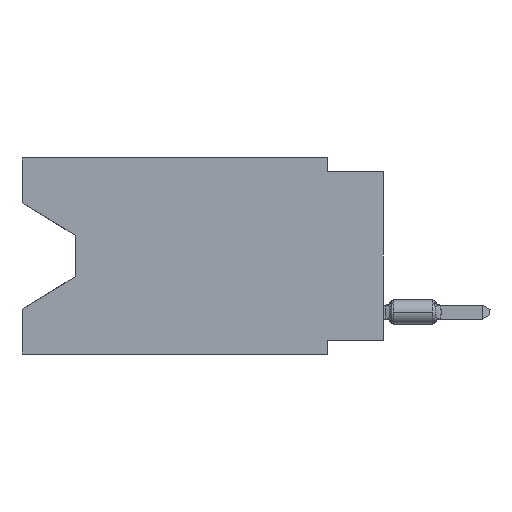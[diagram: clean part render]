
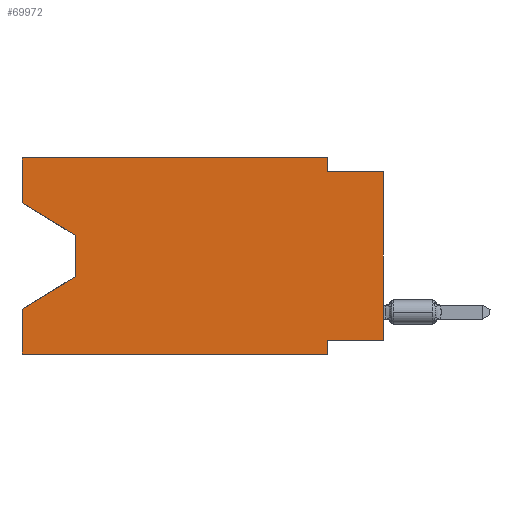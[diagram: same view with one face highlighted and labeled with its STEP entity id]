
A CAD part, left-side view. The second image highlights one B-rep face of the part: STEP entity #69972.
In plain terms, the highlighted planar face has unit normal (-1, 0, 0).
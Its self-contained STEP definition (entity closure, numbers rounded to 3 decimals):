
#435 = DIRECTION ( 'NONE',  ( 0., -1., 0. ) ) ;
#1214 = VECTOR ( 'NONE', #37986, 1000. ) ;
#1499 = VECTOR ( 'NONE', #57828, 1000. ) ;
#2116 = ORIENTED_EDGE ( 'NONE', *, *, #52652, .F. ) ;
#2973 = VERTEX_POINT ( 'NONE', #45983 ) ;
#4403 = VERTEX_POINT ( 'NONE', #24078 ) ;
#4752 = VERTEX_POINT ( 'NONE', #16675 ) ;
#6002 = PLANE ( 'NONE',  #47437 ) ;
#6178 = LINE ( 'NONE', #28479, #43575 ) ;
#6328 = CARTESIAN_POINT ( 'NONE',  ( 0., 16.383, 0. ) ) ;
#6904 = EDGE_CURVE ( 'NONE', #4403, #15576, #37087, .T. ) ;
#7405 = CARTESIAN_POINT ( 'NONE',  ( 0., 16.383, 0. ) ) ;
#10756 = DIRECTION ( 'NONE',  ( 1., 0., 0. ) ) ;
#12121 = EDGE_LOOP ( 'NONE', ( #21279, #21559, #48430, #41181, #31455, #2116, #47751, #25066, #14915, #43416, #51078, #59568 ) ) ;
#12198 = VERTEX_POINT ( 'NONE', #58807 ) ;
#12275 = CARTESIAN_POINT ( 'NONE',  ( 0., 13.97, -5.385 ) ) ;
#13043 = CARTESIAN_POINT ( 'NONE',  ( 0., 2.54, -8.89 ) ) ;
#14133 = EDGE_CURVE ( 'NONE', #50037, #4752, #25306, .T. ) ;
#14915 = ORIENTED_EDGE ( 'NONE', *, *, #38326, .F. ) ;
#15576 = VERTEX_POINT ( 'NONE', #16626 ) ;
#16626 = CARTESIAN_POINT ( 'NONE',  ( 0., 0., -0.635 ) ) ;
#16675 = CARTESIAN_POINT ( 'NONE',  ( 0., 2.54, 0. ) ) ;
#16761 = CARTESIAN_POINT ( 'NONE',  ( 0., 13.97, -3.505 ) ) ;
#16886 = CARTESIAN_POINT ( 'NONE',  ( 0., 0., -0.635 ) ) ;
#18050 = VECTOR ( 'NONE', #49399, 1000. ) ;
#19237 = VECTOR ( 'NONE', #35882, 1000. ) ;
#19339 = VECTOR ( 'NONE', #43170, 1000. ) ;
#19416 = CARTESIAN_POINT ( 'NONE',  ( 0., 16.383, -2.038 ) ) ;
#19975 = LINE ( 'NONE', #50147, #65793 ) ;
#20498 = VERTEX_POINT ( 'NONE', #64456 ) ;
#21279 = ORIENTED_EDGE ( 'NONE', *, *, #67883, .T. ) ;
#21559 = ORIENTED_EDGE ( 'NONE', *, *, #49569, .T. ) ;
#22002 = CARTESIAN_POINT ( 'NONE',  ( 0., 2.54, 0. ) ) ;
#22825 = FACE_OUTER_BOUND ( 'NONE', #12121, .T. ) ;
#22887 = VERTEX_POINT ( 'NONE', #26806 ) ;
#24078 = CARTESIAN_POINT ( 'NONE',  ( 0., 0., -8.255 ) ) ;
#25066 = ORIENTED_EDGE ( 'NONE', *, *, #6904, .T. ) ;
#25306 = LINE ( 'NONE', #7405, #1499 ) ;
#26169 = EDGE_CURVE ( 'NONE', #12198, #2973, #51362, .T. ) ;
#26338 = LINE ( 'NONE', #37315, #68031 ) ;
#26806 = CARTESIAN_POINT ( 'NONE',  ( 0., 2.54, -0.635 ) ) ;
#28149 = VERTEX_POINT ( 'NONE', #13043 ) ;
#28396 = VECTOR ( 'NONE', #52811, 1000. ) ;
#28479 = CARTESIAN_POINT ( 'NONE',  ( 0., 0., -8.255 ) ) ;
#28641 = DIRECTION ( 'NONE',  ( 0., 0., 1. ) ) ;
#28655 = VECTOR ( 'NONE', #435, 1000. ) ;
#31455 = ORIENTED_EDGE ( 'NONE', *, *, #63790, .T. ) ;
#31517 = CARTESIAN_POINT ( 'NONE',  ( 0., 16.383, 0. ) ) ;
#34130 = LINE ( 'NONE', #6328, #60668 ) ;
#35171 = LINE ( 'NONE', #19416, #19237 ) ;
#35882 = DIRECTION ( 'NONE',  ( 0., -0.855, -0.519 ) ) ;
#35910 = EDGE_CURVE ( 'NONE', #4752, #22887, #50114, .T. ) ;
#37087 = LINE ( 'NONE', #58307, #28396 ) ;
#37315 = CARTESIAN_POINT ( 'NONE',  ( 0., 2.54, -8.89 ) ) ;
#37986 = DIRECTION ( 'NONE',  ( 0., 0., -1. ) ) ;
#38326 = EDGE_CURVE ( 'NONE', #22887, #15576, #50864, .T. ) ;
#39626 = DIRECTION ( 'NONE',  ( 0., 0., -1. ) ) ;
#40461 = CARTESIAN_POINT ( 'NONE',  ( 0., 16.383, -8.89 ) ) ;
#40850 = EDGE_CURVE ( 'NONE', #61918, #50037, #65090, .T. ) ;
#41181 = ORIENTED_EDGE ( 'NONE', *, *, #47595, .F. ) ;
#41613 = VECTOR ( 'NONE', #44791, 1000. ) ;
#42260 = CARTESIAN_POINT ( 'NONE',  ( 0., 2.54, -8.255 ) ) ;
#43170 = DIRECTION ( 'NONE',  ( 0., 0., 1. ) ) ;
#43416 = ORIENTED_EDGE ( 'NONE', *, *, #35910, .F. ) ;
#43575 = VECTOR ( 'NONE', #50739, 1000. ) ;
#44287 = CARTESIAN_POINT ( 'NONE',  ( 0., 16.383, -2.038 ) ) ;
#44791 = DIRECTION ( 'NONE',  ( 0., 0.855, -0.519 ) ) ;
#44832 = VERTEX_POINT ( 'NONE', #40461 ) ;
#45983 = CARTESIAN_POINT ( 'NONE',  ( 0., 16.383, -6.852 ) ) ;
#47437 = AXIS2_PLACEMENT_3D ( 'NONE', #66668, #10756, #39626 ) ;
#47595 = EDGE_CURVE ( 'NONE', #44832, #2973, #34130, .T. ) ;
#47751 = ORIENTED_EDGE ( 'NONE', *, *, #61264, .F. ) ;
#48430 = ORIENTED_EDGE ( 'NONE', *, *, #26169, .T. ) ;
#49399 = DIRECTION ( 'NONE',  ( 0., 0., -1. ) ) ;
#49569 = EDGE_CURVE ( 'NONE', #20498, #12198, #62979, .T. ) ;
#50037 = VERTEX_POINT ( 'NONE', #51007 ) ;
#50114 = LINE ( 'NONE', #22002, #18050 ) ;
#50147 = CARTESIAN_POINT ( 'NONE',  ( 0., 16.383, -8.89 ) ) ;
#50739 = DIRECTION ( 'NONE',  ( 0., 1., 0. ) ) ;
#50864 = LINE ( 'NONE', #16886, #28655 ) ;
#51007 = CARTESIAN_POINT ( 'NONE',  ( 0., 16.383, 0. ) ) ;
#51078 = ORIENTED_EDGE ( 'NONE', *, *, #14133, .F. ) ;
#51362 = LINE ( 'NONE', #12275, #41613 ) ;
#52652 = EDGE_CURVE ( 'NONE', #68339, #28149, #26338, .T. ) ;
#52811 = DIRECTION ( 'NONE',  ( 0., 0., 1. ) ) ;
#57828 = DIRECTION ( 'NONE',  ( 0., -1., 0. ) ) ;
#58307 = CARTESIAN_POINT ( 'NONE',  ( 0., 0., 0. ) ) ;
#58807 = CARTESIAN_POINT ( 'NONE',  ( 0., 13.97, -5.385 ) ) ;
#59568 = ORIENTED_EDGE ( 'NONE', *, *, #40850, .F. ) ;
#60668 = VECTOR ( 'NONE', #28641, 1000. ) ;
#61264 = EDGE_CURVE ( 'NONE', #4403, #68339, #6178, .T. ) ;
#61918 = VERTEX_POINT ( 'NONE', #44287 ) ;
#62979 = LINE ( 'NONE', #16761, #1214 ) ;
#63790 = EDGE_CURVE ( 'NONE', #44832, #28149, #19975, .T. ) ;
#64456 = CARTESIAN_POINT ( 'NONE',  ( 0., 13.97, -3.505 ) ) ;
#65056 = DIRECTION ( 'NONE',  ( 0., 0., -1. ) ) ;
#65090 = LINE ( 'NONE', #31517, #19339 ) ;
#65793 = VECTOR ( 'NONE', #67324, 1000. ) ;
#66668 = CARTESIAN_POINT ( 'NONE',  ( 0., 16.383, 0. ) ) ;
#67324 = DIRECTION ( 'NONE',  ( 0., -1., 0. ) ) ;
#67883 = EDGE_CURVE ( 'NONE', #61918, #20498, #35171, .T. ) ;
#68031 = VECTOR ( 'NONE', #65056, 1000. ) ;
#68339 = VERTEX_POINT ( 'NONE', #42260 ) ;
#69972 = ADVANCED_FACE ( 'NONE', ( #22825 ), #6002, .F. ) ;
